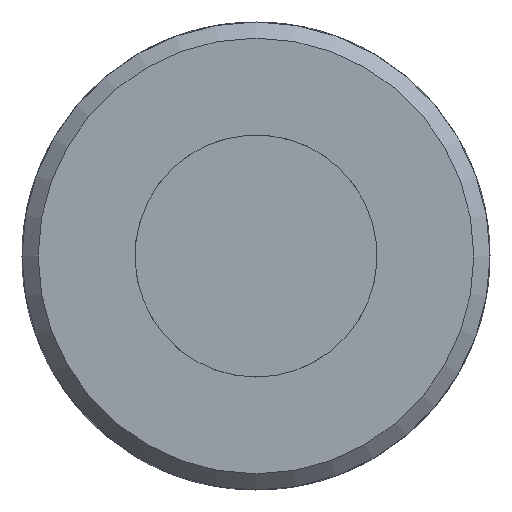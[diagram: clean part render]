
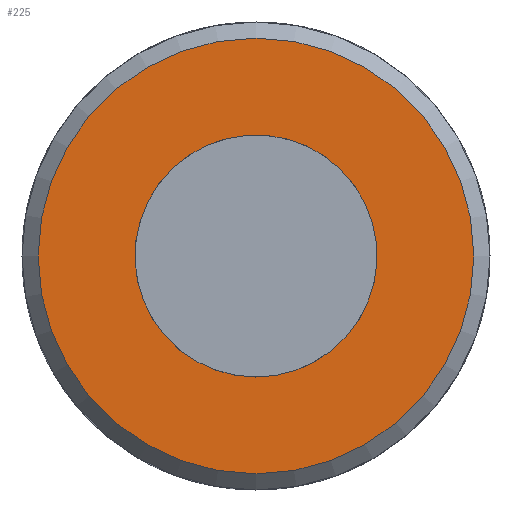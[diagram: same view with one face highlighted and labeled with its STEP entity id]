
A CAD part, left-side view. The second image highlights one B-rep face of the part: STEP entity #225.
In plain terms, the highlighted planar face has unit normal (-1, 0, 0).
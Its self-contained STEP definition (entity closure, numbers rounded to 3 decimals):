
#225 = ADVANCED_FACE( '', ( #461, #462 ), #463, .F. );
#461 = FACE_OUTER_BOUND( '', #747, .T. );
#462 = FACE_BOUND( '', #748, .T. );
#463 = PLANE( '', #749 );
#747 = EDGE_LOOP( '', ( #1093 ) );
#748 = EDGE_LOOP( '', ( #1094 ) );
#749 = AXIS2_PLACEMENT_3D( '', #1095, #1096, #1097 );
#1093 = ORIENTED_EDGE( '', *, *, #1604, .F. );
#1094 = ORIENTED_EDGE( '', *, *, #1599, .T. );
#1095 = CARTESIAN_POINT( '', ( 0., 0., 0. ) );
#1096 = DIRECTION( '', ( 1., 0., 0. ) );
#1097 = DIRECTION( '', ( 0., 0., -1. ) );
#1599 = EDGE_CURVE( '', #1869, #1869, #1870, .T. );
#1604 = EDGE_CURVE( '', #1876, #1876, #1877, .T. );
#1869 = VERTEX_POINT( '', #2470 );
#1870 = CIRCLE( '', #2471, 15. );
#1876 = VERTEX_POINT( '', #2580 );
#1877 = CIRCLE( '', #2581, 27. );
#2470 = CARTESIAN_POINT( '', ( 0., 0., -15. ) );
#2471 = AXIS2_PLACEMENT_3D( '', #3648, #3649, #3650 );
#2580 = CARTESIAN_POINT( '', ( 0., 0., -27. ) );
#2581 = AXIS2_PLACEMENT_3D( '', #3651, #3652, #3653 );
#3648 = CARTESIAN_POINT( '', ( 0., 0., 0. ) );
#3649 = DIRECTION( '', ( 1., 0., 0. ) );
#3650 = DIRECTION( '', ( 0., 0., -1. ) );
#3651 = CARTESIAN_POINT( '', ( 0., 0., 0. ) );
#3652 = DIRECTION( '', ( 1., 0., 0. ) );
#3653 = DIRECTION( '', ( 0., 0., -1. ) );
